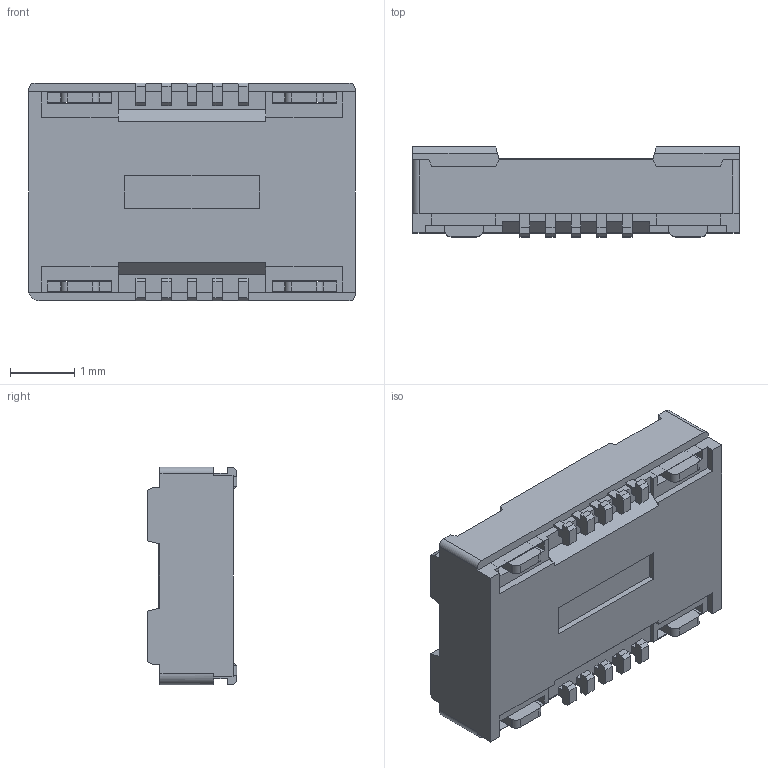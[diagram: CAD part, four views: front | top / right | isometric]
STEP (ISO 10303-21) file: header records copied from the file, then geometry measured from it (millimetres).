
FILE_DESCRIPTION(('STEP AP214'),'1');
FILE_NAME('0513389873.stp','2025-02-24T19:27:36',('TraceParts'),('TraceParts S.A.'),'Spatial InterOp 3D',' ',' ');
FILE_SCHEMA(('AUTOMOTIVE_DESIGN { 1 0 10303 214 1 1 1 1 }'));
Length unit declared in the file: millimetre
Products named in the file (1): 0513389873_1
Bounding box: 5.1 x 1.4 x 3.4 mm (x, y, z)
Volume: 13.4 mm3; surface area: 91.6 mm2
Topology: 1 solids, 1 shells, 399 faces, 1174 edges, 841 vertices
Faces by surface type: plane 343, cylinder 48, cone 8
Entity records: 13063 total; most frequent: CARTESIAN_POINT 2336, ORIENTED_EDGE 2236, DIRECTION 2069, EDGE_CURVE 1118, LINE 1065, VECTOR 1065, VERTEX_POINT 729, AXIS2_PLACEMENT_3D 502
